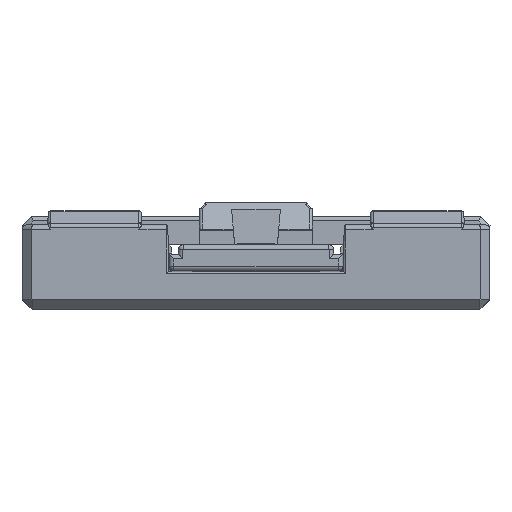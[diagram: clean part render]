
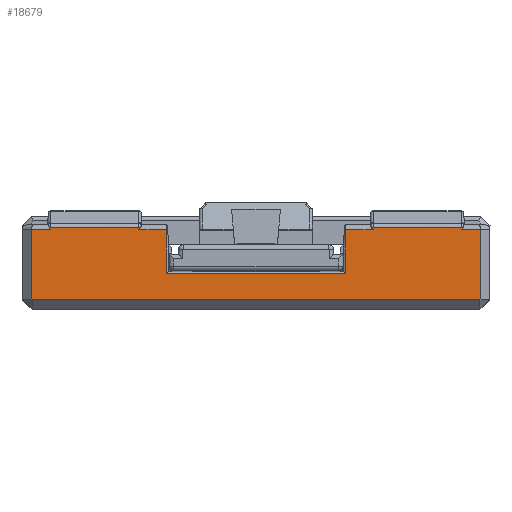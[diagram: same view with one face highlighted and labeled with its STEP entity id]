
A CAD part, top view. The second image highlights one B-rep face of the part: STEP entity #18679.
In plain terms, the highlighted face is planar.
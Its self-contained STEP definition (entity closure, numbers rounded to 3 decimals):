
#1904=PLANE('',#20031);
#2419=FACE_OUTER_BOUND('',#3655,.T.);
#3655=EDGE_LOOP('',(#13795,#13796,#13797,#13798,#13799,#13800,#13801,#13802,
#13803,#13804,#13805,#13806,#13807,#13808,#13809,#13810,#13811,#13812));
#5162=LINE('',#29933,#6642);
#5163=LINE('',#29937,#6643);
#5172=LINE('',#30037,#6652);
#5173=LINE('',#30040,#6653);
#5174=LINE('',#30042,#6654);
#5175=LINE('',#30044,#6655);
#5176=LINE('',#30046,#6656);
#5177=LINE('',#30048,#6657);
#5178=LINE('',#30050,#6658);
#5179=LINE('',#30052,#6659);
#5180=LINE('',#30054,#6660);
#5181=LINE('',#30056,#6661);
#5182=LINE('',#30058,#6662);
#5183=LINE('',#30060,#6663);
#5184=LINE('',#30062,#6664);
#5185=LINE('',#30064,#6665);
#5186=LINE('',#30066,#6666);
#5187=LINE('',#30067,#6667);
#6642=VECTOR('',#22921,10.);
#6643=VECTOR('',#22926,10.);
#6652=VECTOR('',#22963,10.);
#6653=VECTOR('',#22966,10.);
#6654=VECTOR('',#22967,10.);
#6655=VECTOR('',#22968,10.);
#6656=VECTOR('',#22969,10.);
#6657=VECTOR('',#22970,10.);
#6658=VECTOR('',#22971,10.);
#6659=VECTOR('',#22972,10.);
#6660=VECTOR('',#22973,10.);
#6661=VECTOR('',#22974,10.);
#6662=VECTOR('',#22975,10.);
#6663=VECTOR('',#22976,10.);
#6664=VECTOR('',#22977,10.);
#6665=VECTOR('',#22978,10.);
#6666=VECTOR('',#22979,10.);
#6667=VECTOR('',#22980,10.);
#8408=VERTEX_POINT('',#29924);
#8409=VERTEX_POINT('',#29928);
#8410=VERTEX_POINT('',#29935);
#8420=VERTEX_POINT('',#30030);
#8421=VERTEX_POINT('',#30039);
#8422=VERTEX_POINT('',#30041);
#8423=VERTEX_POINT('',#30043);
#8424=VERTEX_POINT('',#30045);
#8425=VERTEX_POINT('',#30047);
#8426=VERTEX_POINT('',#30049);
#8427=VERTEX_POINT('',#30051);
#8428=VERTEX_POINT('',#30053);
#8429=VERTEX_POINT('',#30055);
#8430=VERTEX_POINT('',#30057);
#8431=VERTEX_POINT('',#30059);
#8432=VERTEX_POINT('',#30061);
#8433=VERTEX_POINT('',#30063);
#8434=VERTEX_POINT('',#30065);
#10316=EDGE_CURVE('',#8408,#8409,#5162,.T.);
#10318=EDGE_CURVE('',#8410,#8408,#5163,.T.);
#10337=EDGE_CURVE('',#8420,#8410,#5172,.T.);
#10338=EDGE_CURVE('',#8420,#8421,#5173,.T.);
#10339=EDGE_CURVE('',#8422,#8421,#5174,.T.);
#10340=EDGE_CURVE('',#8423,#8422,#5175,.T.);
#10341=EDGE_CURVE('',#8424,#8423,#5176,.T.);
#10342=EDGE_CURVE('',#8424,#8425,#5177,.T.);
#10343=EDGE_CURVE('',#8426,#8425,#5178,.T.);
#10344=EDGE_CURVE('',#8427,#8426,#5179,.T.);
#10345=EDGE_CURVE('',#8428,#8427,#5180,.T.);
#10346=EDGE_CURVE('',#8428,#8429,#5181,.T.);
#10347=EDGE_CURVE('',#8430,#8429,#5182,.T.);
#10348=EDGE_CURVE('',#8431,#8430,#5183,.T.);
#10349=EDGE_CURVE('',#8432,#8431,#5184,.T.);
#10350=EDGE_CURVE('',#8433,#8432,#5185,.T.);
#10351=EDGE_CURVE('',#8434,#8433,#5186,.T.);
#10352=EDGE_CURVE('',#8434,#8409,#5187,.T.);
#13795=ORIENTED_EDGE('',*,*,#10316,.F.);
#13796=ORIENTED_EDGE('',*,*,#10318,.F.);
#13797=ORIENTED_EDGE('',*,*,#10337,.F.);
#13798=ORIENTED_EDGE('',*,*,#10338,.T.);
#13799=ORIENTED_EDGE('',*,*,#10339,.F.);
#13800=ORIENTED_EDGE('',*,*,#10340,.F.);
#13801=ORIENTED_EDGE('',*,*,#10341,.F.);
#13802=ORIENTED_EDGE('',*,*,#10342,.T.);
#13803=ORIENTED_EDGE('',*,*,#10343,.F.);
#13804=ORIENTED_EDGE('',*,*,#10344,.F.);
#13805=ORIENTED_EDGE('',*,*,#10345,.F.);
#13806=ORIENTED_EDGE('',*,*,#10346,.T.);
#13807=ORIENTED_EDGE('',*,*,#10347,.F.);
#13808=ORIENTED_EDGE('',*,*,#10348,.F.);
#13809=ORIENTED_EDGE('',*,*,#10349,.F.);
#13810=ORIENTED_EDGE('',*,*,#10350,.F.);
#13811=ORIENTED_EDGE('',*,*,#10351,.F.);
#13812=ORIENTED_EDGE('',*,*,#10352,.T.);
#18679=ADVANCED_FACE('',(#2419),#1904,.T.);
#20031=AXIS2_PLACEMENT_3D('',#30038,#22964,#22965);
#22921=DIRECTION('',(-0.009,-1.,0.009));
#22926=DIRECTION('',(-1.,0.,0.));
#22963=DIRECTION('',(-0.009,1.,-0.009));
#22964=DIRECTION('center_axis',(0.,-0.009,-1.));
#22965=DIRECTION('ref_axis',(1.,0.,0.));
#22966=DIRECTION('',(1.,0.,0.));
#22967=DIRECTION('',(-0.009,1.,-0.009));
#22968=DIRECTION('',(-1.,0.,0.));
#22969=DIRECTION('',(-0.009,-1.,0.009));
#22970=DIRECTION('',(1.,0.,0.));
#22971=DIRECTION('',(-0.009,-1.,0.009));
#22972=DIRECTION('',(-1.,0.,0.));
#22973=DIRECTION('',(-0.009,1.,-0.009));
#22974=DIRECTION('',(1.,0.,0.));
#22975=DIRECTION('',(0.009,1.,-0.009));
#22976=DIRECTION('',(0.009,1.,-0.009));
#22977=DIRECTION('',(1.,0.,0.));
#22978=DIRECTION('',(0.009,-1.,0.009));
#22979=DIRECTION('',(0.009,-1.,0.009));
#22980=DIRECTION('',(1.,0.,0.));
#29924=CARTESIAN_POINT('',(-21.946,1.708,-25.515));
#29928=CARTESIAN_POINT('',(-21.948,1.496,-25.513));
#29933=CARTESIAN_POINT('',(-21.944,1.94,-25.517));
#29935=CARTESIAN_POINT('',(-12.515,1.708,-25.515));
#29937=CARTESIAN_POINT('',(1.378,1.708,-25.515));
#30030=CARTESIAN_POINT('',(-12.513,1.496,-25.513));
#30037=CARTESIAN_POINT('',(-12.514,1.563,-25.514));
#30038=CARTESIAN_POINT('Origin',(25.,0.,-25.5));
#30039=CARTESIAN_POINT('',(-9.613,1.496,-25.513));
#30040=CARTESIAN_POINT('',(7.269,1.496,-25.513));
#30041=CARTESIAN_POINT('',(-9.572,-3.202,-25.472));
#30042=CARTESIAN_POINT('',(-9.599,-0.126,-25.499));
#30043=CARTESIAN_POINT('',(9.572,-3.202,-25.472));
#30044=CARTESIAN_POINT('',(12.5,-3.202,-25.472));
#30045=CARTESIAN_POINT('',(9.613,1.496,-25.513));
#30046=CARTESIAN_POINT('',(9.599,-0.1,-25.499));
#30047=CARTESIAN_POINT('',(12.513,1.496,-25.513));
#30048=CARTESIAN_POINT('',(17.739,1.496,-25.513));
#30049=CARTESIAN_POINT('',(12.515,1.708,-25.515));
#30050=CARTESIAN_POINT('',(12.516,1.79,-25.516));
#30051=CARTESIAN_POINT('',(21.946,1.708,-25.515));
#30052=CARTESIAN_POINT('',(1.378,1.708,-25.515));
#30053=CARTESIAN_POINT('',(21.948,1.496,-25.513));
#30054=CARTESIAN_POINT('',(21.946,1.714,-25.515));
#30055=CARTESIAN_POINT('',(24.013,1.496,-25.513));
#30056=CARTESIAN_POINT('',(24.468,1.496,-25.513));
#30057=CARTESIAN_POINT('',(24.013,1.494,-25.513));
#30058=CARTESIAN_POINT('',(23.998,-0.214,-25.498));
#30059=CARTESIAN_POINT('',(23.948,-6.,-25.448));
#30060=CARTESIAN_POINT('',(23.998,-0.214,-25.498));
#30061=CARTESIAN_POINT('',(-23.948,-6.,-25.448));
#30062=CARTESIAN_POINT('',(12.5,-6.,-25.448));
#30063=CARTESIAN_POINT('',(-24.013,1.494,-25.513));
#30064=CARTESIAN_POINT('',(-23.998,-0.209,-25.498));
#30065=CARTESIAN_POINT('',(-24.013,1.496,-25.513));
#30066=CARTESIAN_POINT('',(-23.998,-0.209,-25.498));
#30067=CARTESIAN_POINT('',(0.254,1.496,-25.513));
